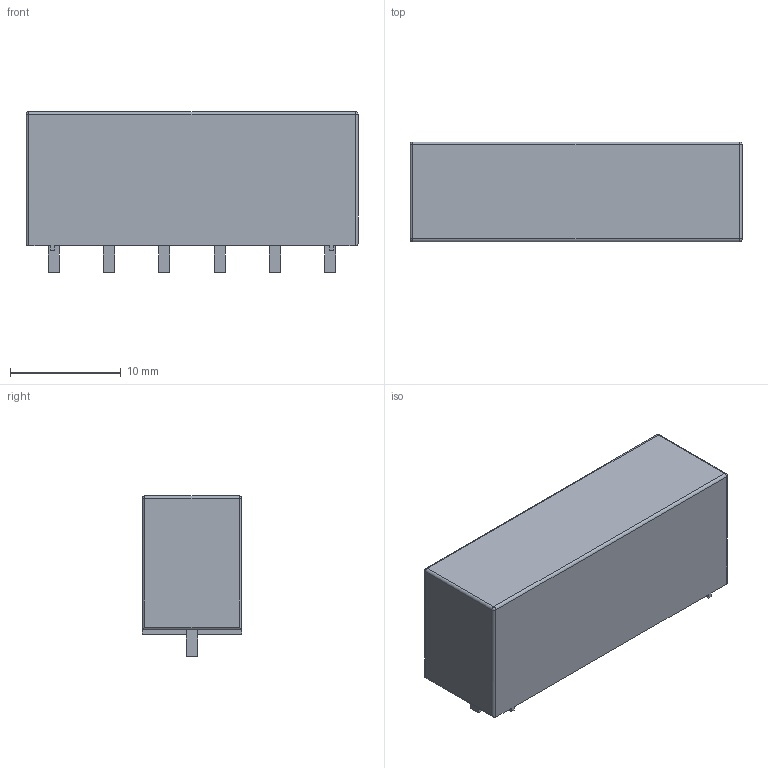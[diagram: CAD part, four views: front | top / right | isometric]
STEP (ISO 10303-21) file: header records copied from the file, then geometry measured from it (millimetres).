
FILE_DESCRIPTION (( 'STEP AP214' ), '1' );
FILE_NAME ( 'SIP900W100P500L3000H1250Q6.STEP', '2022-11-18T16:27:06', ( '' ), ( '' ), '', '©2017 PCB Libraries, Inc.', '' );
FILE_SCHEMA (( 'AUTOMOTIVE_DESIGN' ));
Length unit declared in the file: millimetre
Products named in the file (1): SIP900W100P500L3000H1250Q6
Bounding box: 30 x 9 x 14.5 mm (x, y, z)
Volume: 3287.1 mm3; surface area: 1553.1 mm2
Topology: 7 solids, 7 shells, 64 faces, 138 edges, 84 vertices
Faces by surface type: plane 50, cylinder 10, sphere 4
Entity records: 1934 total; most frequent: CARTESIAN_POINT 295, DIRECTION 272, ORIENTED_EDGE 268, EDGE_CURVE 134, VECTOR 118, LINE 118, VERTEX_POINT 84, AXIS2_PLACEMENT_3D 77
